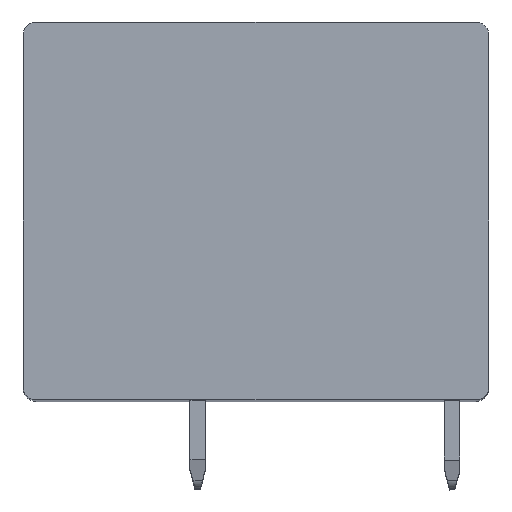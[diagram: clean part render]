
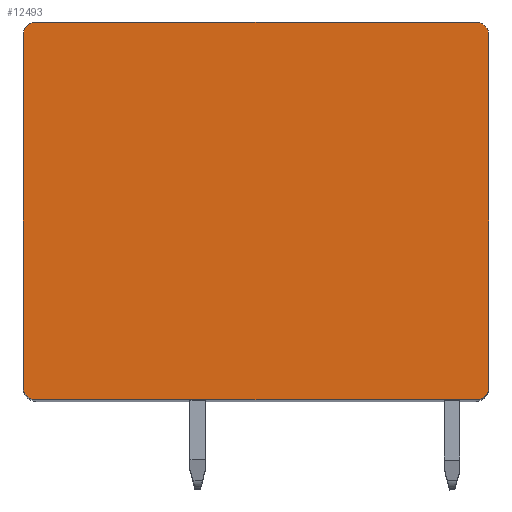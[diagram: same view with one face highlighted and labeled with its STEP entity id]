
A CAD part, top view. The second image highlights one B-rep face of the part: STEP entity #12493.
In plain terms, the highlighted planar face has unit normal (0, 0, 1).
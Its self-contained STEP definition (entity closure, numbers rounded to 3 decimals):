
#4844=CARTESIAN_POINT('',(-11.375,9.1,43.05));
#4845=DIRECTION('',(0.,0.,1.));
#4846=DIRECTION('',(0.,1.,0.));
#4847=AXIS2_PLACEMENT_3D('',#4844,#4845,#4846);
#4849=DIRECTION('',(-1.,0.,0.));
#4850=VECTOR('',#4849,22.75);
#4851=CARTESIAN_POINT('',(11.375,9.8,43.05));
#4852=LINE('',#4851,#4850);
#4853=CARTESIAN_POINT('',(11.375,9.1,43.05));
#4854=DIRECTION('',(0.,0.,1.));
#4855=DIRECTION('',(1.,0.,0.));
#4856=AXIS2_PLACEMENT_3D('',#4853,#4854,#4855);
#4858=DIRECTION('',(0.,1.,0.));
#4859=VECTOR('',#4858,18.2);
#4860=CARTESIAN_POINT('',(12.075,-9.1,43.05));
#4861=LINE('',#4860,#4859);
#4862=CARTESIAN_POINT('',(11.375,-9.1,43.05));
#4863=DIRECTION('',(0.,0.,1.));
#4864=DIRECTION('',(0.,-1.,0.));
#4865=AXIS2_PLACEMENT_3D('',#4862,#4863,#4864);
#4867=DIRECTION('',(1.,0.,0.));
#4868=VECTOR('',#4867,22.75);
#4869=CARTESIAN_POINT('',(-11.375,-9.8,43.05));
#4870=LINE('',#4869,#4868);
#4871=CARTESIAN_POINT('',(-11.375,-9.1,43.05));
#4872=DIRECTION('',(0.,0.,1.));
#4873=DIRECTION('',(-1.,0.,0.));
#4874=AXIS2_PLACEMENT_3D('',#4871,#4872,#4873);
#4876=DIRECTION('',(0.,-1.,0.));
#4877=VECTOR('',#4876,18.2);
#4878=CARTESIAN_POINT('',(-12.075,9.1,43.05));
#4879=LINE('',#4878,#4877);
#5097=CARTESIAN_POINT('',(-11.375,9.8,43.05));
#5098=CARTESIAN_POINT('',(-12.075,9.1,43.05));
#5099=VERTEX_POINT('',#5097);
#5100=VERTEX_POINT('',#5098);
#5105=CARTESIAN_POINT('',(12.075,9.1,43.05));
#5106=VERTEX_POINT('',#5105);
#5107=CARTESIAN_POINT('',(11.375,9.8,43.05));
#5108=VERTEX_POINT('',#5107);
#5113=CARTESIAN_POINT('',(11.375,-9.8,43.05));
#5114=VERTEX_POINT('',#5113);
#5115=CARTESIAN_POINT('',(12.075,-9.1,43.05));
#5116=VERTEX_POINT('',#5115);
#5121=CARTESIAN_POINT('',(-12.075,-9.1,43.05));
#5122=VERTEX_POINT('',#5121);
#5123=CARTESIAN_POINT('',(-11.375,-9.8,43.05));
#5124=VERTEX_POINT('',#5123);
#12478=CARTESIAN_POINT('',(0.,0.,43.05));
#12479=DIRECTION('',(0.,0.,1.));
#12480=DIRECTION('',(1.,0.,0.));
#12481=AXIS2_PLACEMENT_3D('',#12478,#12479,#12480);
#12482=PLANE('',#12481);
#12483=ORIENTED_EDGE('',*,*,#6214,.F.);
#12484=ORIENTED_EDGE('',*,*,#6576,.F.);
#12485=ORIENTED_EDGE('',*,*,#7725,.F.);
#12486=ORIENTED_EDGE('',*,*,#7740,.F.);
#12487=ORIENTED_EDGE('',*,*,#7753,.F.);
#12488=ORIENTED_EDGE('',*,*,#7768,.F.);
#12489=ORIENTED_EDGE('',*,*,#8657,.F.);
#12490=ORIENTED_EDGE('',*,*,#8669,.F.);
#12491=EDGE_LOOP('',(#12483,#12484,#12485,#12486,#12487,#12488,#12489,#12490));
#12492=FACE_OUTER_BOUND('',#12491,.F.);
#4848=CIRCLE('',#4847,0.7);
#4857=CIRCLE('',#4856,0.7);
#4866=CIRCLE('',#4865,0.7);
#4875=CIRCLE('',#4874,0.7);
#6214=EDGE_CURVE('',#5099,#5100,#4848,.T.);
#6576=EDGE_CURVE('',#5108,#5099,#4852,.T.);
#7725=EDGE_CURVE('',#5106,#5108,#4857,.T.);
#7740=EDGE_CURVE('',#5116,#5106,#4861,.T.);
#7753=EDGE_CURVE('',#5114,#5116,#4866,.T.);
#7768=EDGE_CURVE('',#5124,#5114,#4870,.T.);
#8657=EDGE_CURVE('',#5122,#5124,#4875,.T.);
#8669=EDGE_CURVE('',#5100,#5122,#4879,.T.);
#12493=ADVANCED_FACE('',(#12492),#12482,.T.);
